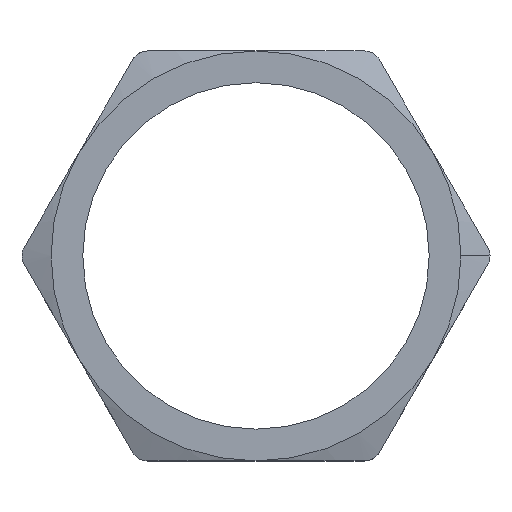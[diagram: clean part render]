
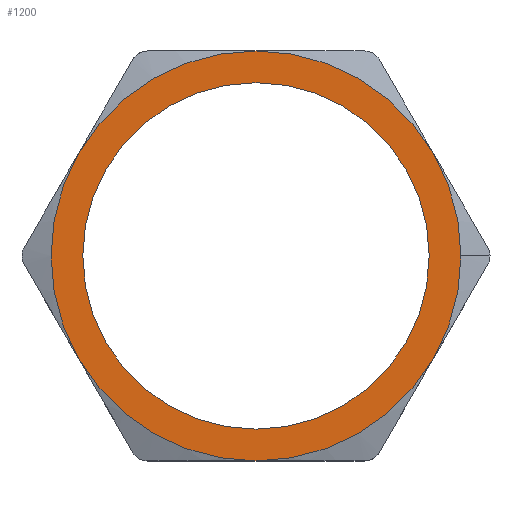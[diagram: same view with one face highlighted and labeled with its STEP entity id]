
A CAD part, top view. The second image highlights one B-rep face of the part: STEP entity #1200.
In plain terms, the highlighted planar face has unit normal (0, 0, 1).
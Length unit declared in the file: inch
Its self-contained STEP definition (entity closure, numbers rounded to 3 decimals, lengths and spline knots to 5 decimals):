
#769 = CARTESIAN_POINT ( 'NONE',  ( -0.30744, 0.1775, 0.11 ) ) ;
#798 = CARTESIAN_POINT ( 'NONE',  ( -0.30744, -0.1775, 0.11 ) ) ;
#872 = CARTESIAN_POINT ( 'NONE',  ( -0.3, 0., 0.11 ) ) ;
#877 = CARTESIAN_POINT ( 'NONE',  ( 0.30744, 0.1775, 0.11 ) ) ;
#878 = CARTESIAN_POINT ( 'NONE',  ( 0.355, 0., 0.11 ) ) ;
#879 = DIRECTION ( 'NONE',  ( 1., 0., 0. ) ) ;
#880 = DIRECTION ( 'NONE',  ( 0., 0., 1. ) ) ;
#881 = CARTESIAN_POINT ( 'NONE',  ( 0., 0., 0.11 ) ) ;
#882 = AXIS2_PLACEMENT_3D ( 'NONE', #881, #880, #879 ) ;
#883 = CIRCLE ( 'NONE', #882, 0.355 ) ;
#936 = CARTESIAN_POINT ( 'NONE',  ( 0., -0.355, 0.11 ) ) ;
#961 = CARTESIAN_POINT ( 'NONE',  ( 0.3, 0., 0.11 ) ) ;
#962 = DIRECTION ( 'NONE',  ( -1., 0., 0. ) ) ;
#963 = DIRECTION ( 'NONE',  ( 0., 0., -1. ) ) ;
#964 = CARTESIAN_POINT ( 'NONE',  ( 0., 0., 0.11 ) ) ;
#965 = AXIS2_PLACEMENT_3D ( 'NONE', #964, #963, #962 ) ;
#966 = CIRCLE ( 'NONE', #965, 0.3 ) ;
#1122 = ORIENTED_EDGE ( 'NONE', *, *, #1883, .T. ) ;
#1123 = ORIENTED_EDGE ( 'NONE', *, *, #1124, .T. ) ;
#1124 = EDGE_CURVE ( 'NONE', #1885, #1332, #1900, .T. ) ;
#1128 = EDGE_LOOP ( 'NONE', ( #1189, #1171, #1146, #1159, #1144, #1122, #1123 ) ) ;
#1144 = ORIENTED_EDGE ( 'NONE', *, *, #1145, .T. ) ;
#1145 = EDGE_CURVE ( 'NONE', #1330, #1884, #1913, .T. ) ;
#1146 = ORIENTED_EDGE ( 'NONE', *, *, #1147, .T. ) ;
#1147 = EDGE_CURVE ( 'NONE', #1814, #1864, #1982, .T. ) ;
#1158 = EDGE_CURVE ( 'NONE', #1889, #1873, #1960, .T. ) ;
#1159 = ORIENTED_EDGE ( 'NONE', *, *, #1160, .T. ) ;
#1160 = EDGE_CURVE ( 'NONE', #1864, #1330, #1956, .T. ) ;
#1163 = EDGE_CURVE ( 'NONE', #1830, #1814, #2121, .T. ) ;
#1167 = ORIENTED_EDGE ( 'NONE', *, *, #1872, .T. ) ;
#1171 = ORIENTED_EDGE ( 'NONE', *, *, #1163, .T. ) ;
#1189 = ORIENTED_EDGE ( 'NONE', *, *, #1190, .T. ) ;
#1190 = EDGE_CURVE ( 'NONE', #1332, #1830, #2002, .T. ) ;
#1200 = ADVANCED_FACE ( 'NONE', ( #2052, #2074 ), #2057, .F. ) ;
#1213 = EDGE_LOOP ( 'NONE', ( #1232, #1167 ) ) ;
#1232 = ORIENTED_EDGE ( 'NONE', *, *, #1158, .T. ) ;
#1330 = VERTEX_POINT ( 'NONE', #2286 ) ;
#1332 = VERTEX_POINT ( 'NONE', #2285 ) ;
#1814 = VERTEX_POINT ( 'NONE', #798 ) ;
#1830 = VERTEX_POINT ( 'NONE', #769 ) ;
#1864 = VERTEX_POINT ( 'NONE', #936 ) ;
#1872 = EDGE_CURVE ( 'NONE', #1873, #1889, #966, .T. ) ;
#1873 = VERTEX_POINT ( 'NONE', #961 ) ;
#1883 = EDGE_CURVE ( 'NONE', #1884, #1885, #883, .T. ) ;
#1884 = VERTEX_POINT ( 'NONE', #878 ) ;
#1885 = VERTEX_POINT ( 'NONE', #877 ) ;
#1889 = VERTEX_POINT ( 'NONE', #872 ) ;
#1896 = DIRECTION ( 'NONE',  ( 1., 0., 0. ) ) ;
#1897 = DIRECTION ( 'NONE',  ( 0., 0., 1. ) ) ;
#1898 = CARTESIAN_POINT ( 'NONE',  ( 0., 0., 0.11 ) ) ;
#1899 = AXIS2_PLACEMENT_3D ( 'NONE', #1898, #1897, #1896 ) ;
#1900 = CIRCLE ( 'NONE', #1899, 0.355 ) ;
#1910 = DIRECTION ( 'NONE',  ( 1., 0., 0. ) ) ;
#1911 = DIRECTION ( 'NONE',  ( 0., 0., 1. ) ) ;
#1912 = AXIS2_PLACEMENT_3D ( 'NONE', #1918, #1911, #1910 ) ;
#1913 = CIRCLE ( 'NONE', #1912, 0.355 ) ;
#1918 = CARTESIAN_POINT ( 'NONE',  ( 0., 0., 0.11 ) ) ;
#1952 = DIRECTION ( 'NONE',  ( 1., 0., 0. ) ) ;
#1953 = DIRECTION ( 'NONE',  ( 0., 0., 1. ) ) ;
#1954 = CARTESIAN_POINT ( 'NONE',  ( 0., 0., 0.11 ) ) ;
#1955 = AXIS2_PLACEMENT_3D ( 'NONE', #1954, #1953, #1952 ) ;
#1956 = CIRCLE ( 'NONE', #1955, 0.355 ) ;
#1957 = DIRECTION ( 'NONE',  ( -1., 0., 0. ) ) ;
#1958 = DIRECTION ( 'NONE',  ( 0., 0., -1. ) ) ;
#1959 = AXIS2_PLACEMENT_3D ( 'NONE', #1965, #1958, #1957 ) ;
#1960 = CIRCLE ( 'NONE', #1959, 0.3 ) ;
#1965 = CARTESIAN_POINT ( 'NONE',  ( 0., 0., 0.11 ) ) ;
#1978 = DIRECTION ( 'NONE',  ( 1., 0., 0. ) ) ;
#1979 = DIRECTION ( 'NONE',  ( 0., 0., 1. ) ) ;
#1980 = CARTESIAN_POINT ( 'NONE',  ( 0., 0., 0.11 ) ) ;
#1981 = AXIS2_PLACEMENT_3D ( 'NONE', #1980, #1979, #1978 ) ;
#1982 = CIRCLE ( 'NONE', #1981, 0.355 ) ;
#2000 = CARTESIAN_POINT ( 'NONE',  ( 0., 0., 0.11 ) ) ;
#2001 = AXIS2_PLACEMENT_3D ( 'NONE', #2000, #2065, #2064 ) ;
#2002 = CIRCLE ( 'NONE', #2001, 0.355 ) ;
#2052 = FACE_BOUND ( 'NONE', #1213, .T. ) ;
#2057 = PLANE ( 'NONE',  #2073 ) ;
#2064 = DIRECTION ( 'NONE',  ( 1., 0., 0. ) ) ;
#2065 = DIRECTION ( 'NONE',  ( 0., 0., 1. ) ) ;
#2070 = DIRECTION ( 'NONE',  ( -1., 0., 0. ) ) ;
#2071 = DIRECTION ( 'NONE',  ( 0., 0., -1. ) ) ;
#2072 = CARTESIAN_POINT ( 'NONE',  ( -0.20496, 0.355, 0.11 ) ) ;
#2073 = AXIS2_PLACEMENT_3D ( 'NONE', #2072, #2071, #2070 ) ;
#2074 = FACE_OUTER_BOUND ( 'NONE', #1128, .T. ) ;
#2078 = DIRECTION ( 'NONE',  ( 1., 0., 0. ) ) ;
#2079 = DIRECTION ( 'NONE',  ( 0., 0., 1. ) ) ;
#2080 = CARTESIAN_POINT ( 'NONE',  ( 0., 0., 0.11 ) ) ;
#2082 = AXIS2_PLACEMENT_3D ( 'NONE', #2080, #2079, #2078 ) ;
#2121 = CIRCLE ( 'NONE', #2082, 0.355 ) ;
#2285 = CARTESIAN_POINT ( 'NONE',  ( 0., 0.355, 0.11 ) ) ;
#2286 = CARTESIAN_POINT ( 'NONE',  ( 0.30744, -0.1775, 0.11 ) ) ;
